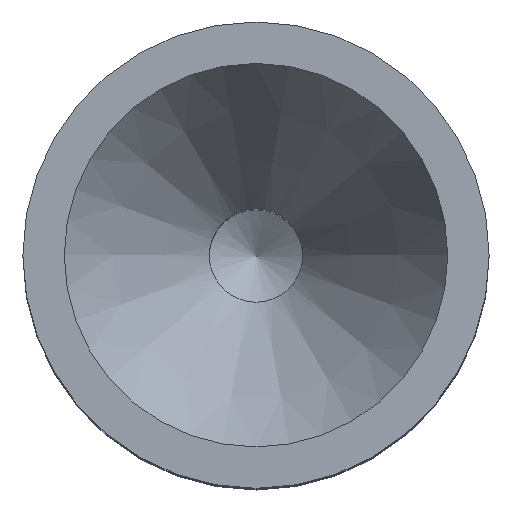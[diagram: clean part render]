
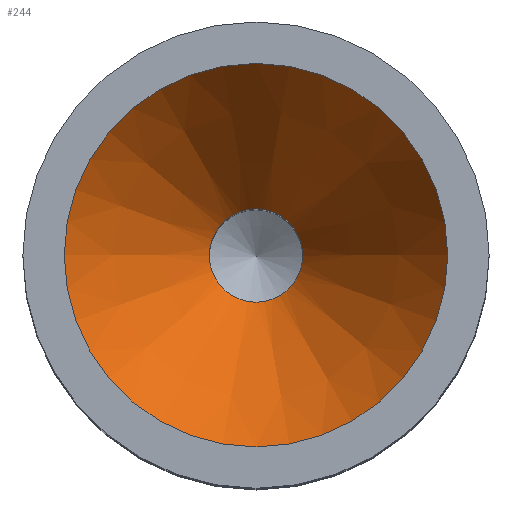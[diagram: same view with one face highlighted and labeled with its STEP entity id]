
A CAD part, top view. The second image highlights one B-rep face of the part: STEP entity #244.
In plain terms, the highlighted conical face has half-angle 33.963 degrees and reference radius 1.15 mm.
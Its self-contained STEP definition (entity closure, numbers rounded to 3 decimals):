
#30=CONICAL_SURFACE('',#298,1.15,0.593);
#43=LINE('',#480,#56);
#56=VECTOR('',#373,1.15);
#76=FACE_OUTER_BOUND('',#92,.T.);
#92=EDGE_LOOP('',(#224,#225,#226,#227));
#103=CIRCLE('',#291,0.45);
#106=CIRCLE('',#297,1.85);
#124=VERTEX_POINT('',#465);
#127=VERTEX_POINT('',#477);
#155=EDGE_CURVE('',#124,#124,#103,.T.);
#160=EDGE_CURVE('',#127,#127,#106,.T.);
#161=EDGE_CURVE('',#124,#127,#43,.T.);
#224=ORIENTED_EDGE('',*,*,#155,.F.);
#225=ORIENTED_EDGE('',*,*,#161,.T.);
#226=ORIENTED_EDGE('',*,*,#160,.T.);
#227=ORIENTED_EDGE('',*,*,#161,.F.);
#244=ADVANCED_FACE('',(#76),#30,.F.);
#291=AXIS2_PLACEMENT_3D('',#467,#355,#356);
#297=AXIS2_PLACEMENT_3D('',#478,#369,#370);
#298=AXIS2_PLACEMENT_3D('',#479,#371,#372);
#355=DIRECTION('center_axis',(0.,0.,1.));
#356=DIRECTION('ref_axis',(-1.,0.,0.));
#369=DIRECTION('center_axis',(0.,0.,1.));
#370=DIRECTION('ref_axis',(-1.,0.,0.));
#371=DIRECTION('center_axis',(0.,0.,1.));
#372=DIRECTION('ref_axis',(-1.,0.,0.));
#373=DIRECTION('',(0.559,0.,0.829));
#465=CARTESIAN_POINT('',(0.45,0.,10.42));
#467=CARTESIAN_POINT('Origin',(0.,0.,10.42));
#477=CARTESIAN_POINT('',(1.85,0.,12.498));
#478=CARTESIAN_POINT('Origin',(0.,0.,12.498));
#479=CARTESIAN_POINT('Origin',(0.,0.,11.459));
#480=CARTESIAN_POINT('',(1.15,0.,11.459));
